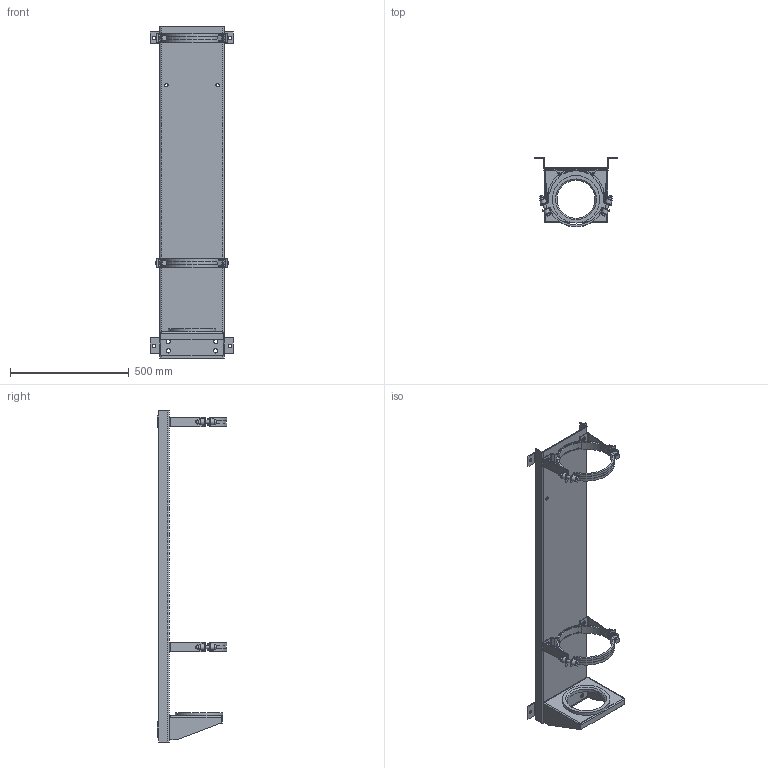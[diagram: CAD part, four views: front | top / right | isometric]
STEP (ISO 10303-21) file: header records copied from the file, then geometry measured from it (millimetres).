
FILE_DESCRIPTION( ( 'Unknown' ), '1' );
FILE_NAME( 'BS_32-50-12_999938.stp', 'Unknown', ( 'Unknown' ), ( 'Unknown' ), 'PSStep 14.0', 'Unknown', ' ' );
FILE_SCHEMA( ( 'AUTOMOTIVE_DESIGN { 1 0 10303 214 1 1 1 1 }' ) );
Length unit declared in the file: millimetre
Products named in the file (4): Assem1; 01080016-000-FZ; 202515; 999932
Assembly tree (4 placements, depth 2):
  Assem1
    01080016-000-FZ
    202515  x2
    999932
Bounding box: 350 x 293.05 x 1400 mm (x, y, z)
Volume: 2958855.5 mm3; surface area: 1462594.6 mm2
Topology: 4 solids, 4 shells, 481 faces, 1309 edges, 850 vertices
Faces by surface type: plane 278, cylinder 186, cone 17
Full cylindrical faces by diameter (mm): 12 x12, 14 x10, 16 x4, 18 x8, 25 x8, 160 x1, 170 x1, 173 x1, 200 x1
Entity records: 11646 total; most frequent: CARTESIAN_POINT 1642, DIRECTION 1592, ORIENTED_EDGE 1492, EDGE_CURVE 746, AXIS2_PLACEMENT_3D 550, VERTEX_POINT 502, LINE 492, VECTOR 492
